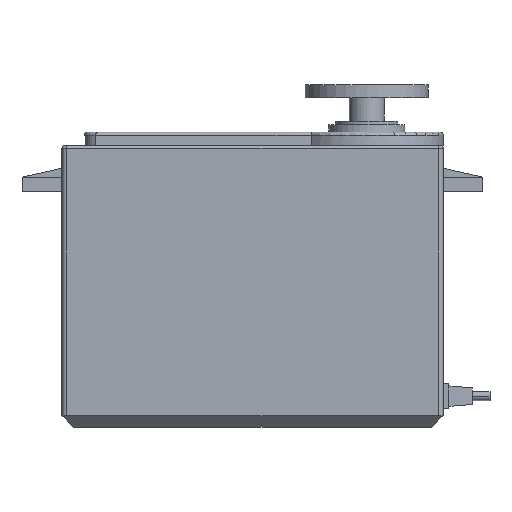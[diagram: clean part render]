
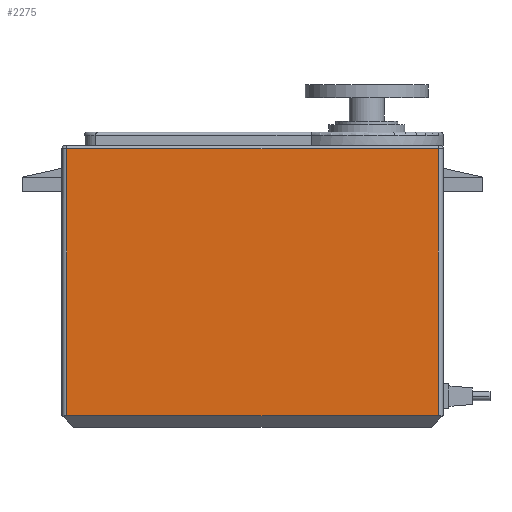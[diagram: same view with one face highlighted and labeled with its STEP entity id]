
A CAD part, front view. The second image highlights one B-rep face of the part: STEP entity #2275.
In plain terms, the highlighted planar face has unit normal (0, -1, 0).
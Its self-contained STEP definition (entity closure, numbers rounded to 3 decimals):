
#119=PLANE('',#2491);
#241=FACE_OUTER_BOUND('',#387,.T.);
#387=EDGE_LOOP('',(#1944,#1945,#1946,#1947));
#458=LINE('',#3299,#679);
#617=LINE('',#3856,#838);
#620=LINE('',#3866,#841);
#621=LINE('',#3867,#842);
#679=VECTOR('',#2612,10.);
#838=VECTOR('',#3017,10.);
#841=VECTOR('',#3028,10.);
#842=VECTOR('',#3029,10.);
#990=VERTEX_POINT('',#3289);
#992=VERTEX_POINT('',#3295);
#1137=VERTEX_POINT('',#3854);
#1140=VERTEX_POINT('',#3865);
#1204=EDGE_CURVE('',#990,#992,#458,.T.);
#1421=EDGE_CURVE('',#1137,#990,#617,.T.);
#1426=EDGE_CURVE('',#1140,#1137,#620,.T.);
#1427=EDGE_CURVE('',#992,#1140,#621,.T.);
#1944=ORIENTED_EDGE('',*,*,#1204,.F.);
#1945=ORIENTED_EDGE('',*,*,#1421,.F.);
#1946=ORIENTED_EDGE('',*,*,#1426,.F.);
#1947=ORIENTED_EDGE('',*,*,#1427,.F.);
#2275=ADVANCED_FACE('',(#241),#119,.T.);
#2491=AXIS2_PLACEMENT_3D('',#3864,#3026,#3027);
#2612=DIRECTION('',(1.,0.,0.));
#3017=DIRECTION('',(0.,0.,1.));
#3026=DIRECTION('center_axis',(0.,-1.,0.));
#3027=DIRECTION('ref_axis',(1.,0.,0.));
#3028=DIRECTION('',(-1.,0.,0.));
#3029=DIRECTION('',(0.,0.,-1.));
#3289=CARTESIAN_POINT('',(-31.7,-15.,47.5));
#3295=CARTESIAN_POINT('',(31.7,-15.,47.5));
#3299=CARTESIAN_POINT('',(-16.25,-15.,47.5));
#3854=CARTESIAN_POINT('',(-31.7,-15.,2.));
#3856=CARTESIAN_POINT('',(-31.7,-15.,0.));
#3864=CARTESIAN_POINT('Origin',(-32.5,-15.,0.));
#3865=CARTESIAN_POINT('',(31.7,-15.,2.));
#3866=CARTESIAN_POINT('',(-16.25,-15.,2.));
#3867=CARTESIAN_POINT('',(31.7,-15.,0.));
